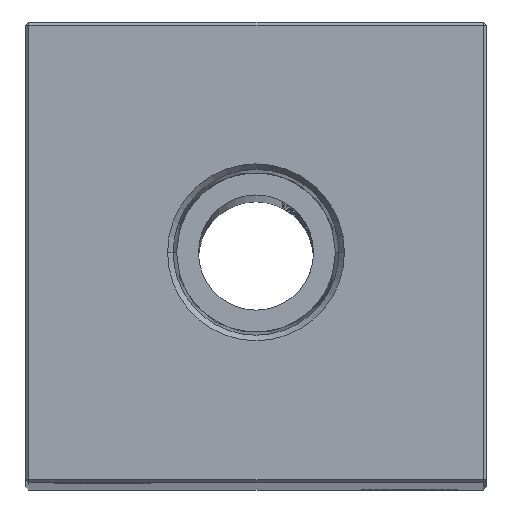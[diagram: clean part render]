
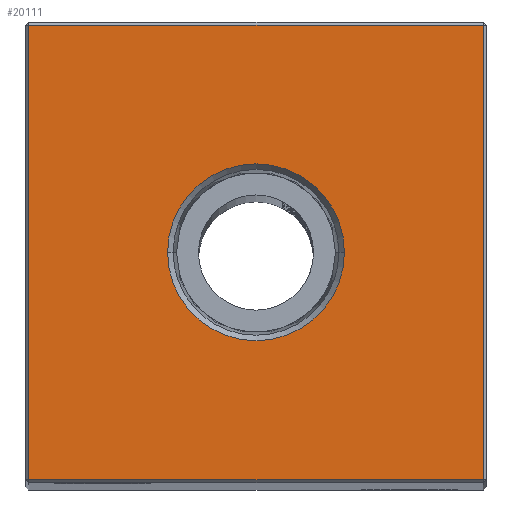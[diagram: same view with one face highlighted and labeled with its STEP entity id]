
A CAD part, top view. The second image highlights one B-rep face of the part: STEP entity #20111.
In plain terms, the highlighted planar face has unit normal (0, 0, 1).
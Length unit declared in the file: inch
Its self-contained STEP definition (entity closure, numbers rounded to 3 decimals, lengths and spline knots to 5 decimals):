
#328 = EDGE_CURVE ( 'NONE', #21503, #7811, #31653, .T. ) ;
#1036 = DIRECTION ( 'NONE',  ( 0., -1., 0. ) ) ;
#2856 = VERTEX_POINT ( 'NONE', #27650 ) ;
#2940 = AXIS2_PLACEMENT_3D ( 'NONE', #22920, #7640, #25454 ) ;
#3295 = LINE ( 'NONE', #11751, #16889 ) ;
#5432 = CARTESIAN_POINT ( 'NONE',  ( 0., 0., 13.75 ) ) ;
#5443 = ORIENTED_EDGE ( 'NONE', *, *, #10402, .T. ) ;
#6296 = VECTOR ( 'NONE', #1036, 39.37008 ) ;
#7522 = EDGE_CURVE ( 'NONE', #26073, #17228, #3295, .T. ) ;
#7640 = DIRECTION ( 'NONE',  ( 0., 0., 1. ) ) ;
#7811 = VERTEX_POINT ( 'NONE', #19953 ) ;
#7991 = DIRECTION ( 'NONE',  ( 1., 0., 0. ) ) ;
#8087 = CARTESIAN_POINT ( 'NONE',  ( -0.74, 0.74, 13.75 ) ) ;
#9726 = CARTESIAN_POINT ( 'NONE',  ( 0., -0.74, 13.75 ) ) ;
#10402 = EDGE_CURVE ( 'NONE', #7811, #26073, #30499, .T. ) ;
#10435 = CARTESIAN_POINT ( 'NONE',  ( 0., 0., 13.75 ) ) ;
#10707 = CARTESIAN_POINT ( 'NONE',  ( 0.74, 0.74, 13.75 ) ) ;
#11319 = DIRECTION ( 'NONE',  ( 1., 0., 0. ) ) ;
#11751 = CARTESIAN_POINT ( 'NONE',  ( 0., 0.74, 13.75 ) ) ;
#12312 = ORIENTED_EDGE ( 'NONE', *, *, #21628, .T. ) ;
#12461 = EDGE_LOOP ( 'NONE', ( #12312, #25365, #5443, #23860 ) ) ;
#12978 = DIRECTION ( 'NONE',  ( -1., 0., 0. ) ) ;
#15270 = VERTEX_POINT ( 'NONE', #30928 ) ;
#16888 = CIRCLE ( 'NONE', #2940, 0.288 ) ;
#16889 = VECTOR ( 'NONE', #29496, 39.37008 ) ;
#17228 = VERTEX_POINT ( 'NONE', #8087 ) ;
#17669 = CIRCLE ( 'NONE', #27720, 0.288 ) ;
#18145 = VECTOR ( 'NONE', #11319, 39.37008 ) ;
#18557 = FACE_OUTER_BOUND ( 'NONE', #12461, .T. ) ;
#19855 = LINE ( 'NONE', #31512, #6296 ) ;
#19953 = CARTESIAN_POINT ( 'NONE',  ( 0.74, -0.74, 13.75 ) ) ;
#20111 = ADVANCED_FACE ( 'NONE', ( #18557, #25331 ), #30655, .F. ) ;
#20994 = EDGE_CURVE ( 'NONE', #15270, #2856, #16888, .T. ) ;
#21503 = VERTEX_POINT ( 'NONE', #22448 ) ;
#21628 = EDGE_CURVE ( 'NONE', #17228, #21503, #19855, .T. ) ;
#22448 = CARTESIAN_POINT ( 'NONE',  ( -0.74, -0.74, 13.75 ) ) ;
#22920 = CARTESIAN_POINT ( 'NONE',  ( 0., 0., 13.75 ) ) ;
#23282 = DIRECTION ( 'NONE',  ( 0., 0., 1. ) ) ;
#23726 = VECTOR ( 'NONE', #28943, 39.37008 ) ;
#23860 = ORIENTED_EDGE ( 'NONE', *, *, #7522, .T. ) ;
#24287 = AXIS2_PLACEMENT_3D ( 'NONE', #10435, #28181, #12978 ) ;
#24381 = EDGE_LOOP ( 'NONE', ( #26265, #31540 ) ) ;
#25331 = FACE_BOUND ( 'NONE', #24381, .T. ) ;
#25365 = ORIENTED_EDGE ( 'NONE', *, *, #328, .T. ) ;
#25454 = DIRECTION ( 'NONE',  ( 1., 0., 0. ) ) ;
#26073 = VERTEX_POINT ( 'NONE', #10707 ) ;
#26265 = ORIENTED_EDGE ( 'NONE', *, *, #20994, .F. ) ;
#27650 = CARTESIAN_POINT ( 'NONE',  ( -0.288, 0., 13.75 ) ) ;
#27720 = AXIS2_PLACEMENT_3D ( 'NONE', #5432, #23282, #7991 ) ;
#28181 = DIRECTION ( 'NONE',  ( 0., 0., -1. ) ) ;
#28943 = DIRECTION ( 'NONE',  ( 0., 1., 0. ) ) ;
#29043 = EDGE_CURVE ( 'NONE', #2856, #15270, #17669, .T. ) ;
#29496 = DIRECTION ( 'NONE',  ( -1., 0., 0. ) ) ;
#30499 = LINE ( 'NONE', #31497, #23726 ) ;
#30655 = PLANE ( 'NONE',  #24287 ) ;
#30928 = CARTESIAN_POINT ( 'NONE',  ( 0.288, 0., 13.75 ) ) ;
#31497 = CARTESIAN_POINT ( 'NONE',  ( 0.74, 0., 13.75 ) ) ;
#31512 = CARTESIAN_POINT ( 'NONE',  ( -0.74, 0., 13.75 ) ) ;
#31540 = ORIENTED_EDGE ( 'NONE', *, *, #29043, .F. ) ;
#31653 = LINE ( 'NONE', #9726, #18145 ) ;
